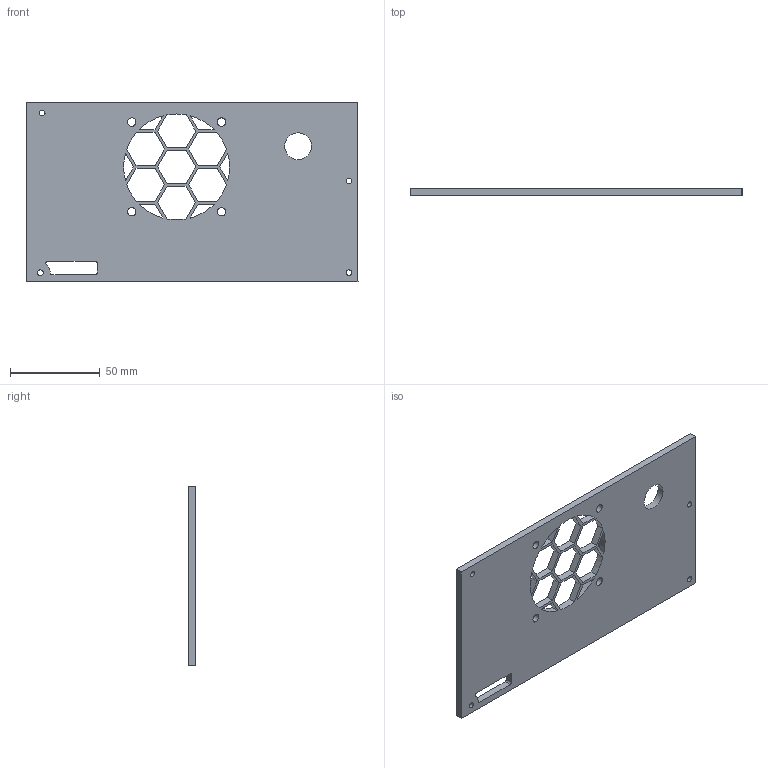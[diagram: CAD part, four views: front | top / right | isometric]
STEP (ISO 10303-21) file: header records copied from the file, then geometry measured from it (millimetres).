
FILE_DESCRIPTION(('HOOPS Exchange Step'),'2;1');
FILE_NAME('Umbilical Front Plate.stp','2026-02-08T21:04:41+19:00',('RED'),('Unknown organisation'),'HOOPS Exchange 2025.8','HOOPS Exchange','Unknown authorisation');
FILE_SCHEMA( ('AP203_CONFIGURATION_CONTROLLED_3D_DESIGN_OF_MECHANICAL_PARTS_AND_ASSEMBLIES_MIM_LF') );
Length unit declared in the file: millimetre
Products named in the file (2): 0; root
Assembly tree (1 placements, depth 2):
  root
    0
Bounding box: 185.04 x 4 x 100.02 mm (x, y, z)
Volume: 62778.5 mm3; surface area: 37112.5 mm2
Topology: 1 solids, 1 shells, 84 faces, 262 edges, 180 vertices
Faces by surface type: plane 57, cylinder 27
Full cylindrical faces by diameter (mm): 3.2 x4, 4.7 x4, 15 x1
Entity records: 3076 total; most frequent: CARTESIAN_POINT 529, ORIENTED_EDGE 524, DIRECTION 506, EDGE_CURVE 262, VECTOR 192, LINE 192, VERTEX_POINT 180, AXIS2_PLACEMENT_3D 157
